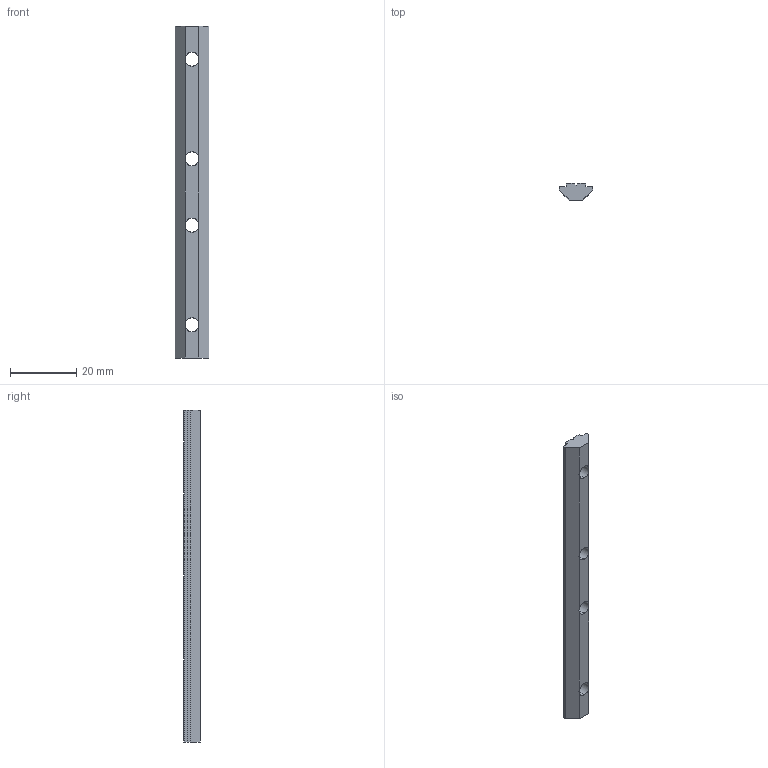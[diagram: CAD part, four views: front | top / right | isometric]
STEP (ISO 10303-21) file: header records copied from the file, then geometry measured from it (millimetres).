
FILE_DESCRIPTION (( 'STEP AP203' ), '1' );
FILE_NAME ('084.307.037.STEP', '2015-05-29T13:09:19', ( '' ), ( '' ), 'SwSTEP 2.0', 'SolidWorks 2012', '' );
FILE_SCHEMA (( 'CONFIG_CONTROL_DESIGN' ));
Length unit declared in the file: millimetre
Products named in the file (1): 084.307.037
Bounding box: 10 x 5 x 100 mm (x, y, z)
Volume: 3401.3 mm3; surface area: 2889.4 mm2
Topology: 1 solids, 1 shells, 39 faces, 127 edges, 82 vertices
Faces by surface type: plane 27, cylinder 12
Entity records: 1482 total; most frequent: CARTESIAN_POINT 321, ORIENTED_EDGE 254, DIRECTION 215, EDGE_CURVE 127, VERTEX_POINT 82, AXIS2_PLACEMENT_3D 72, VECTOR 71, LINE 71
